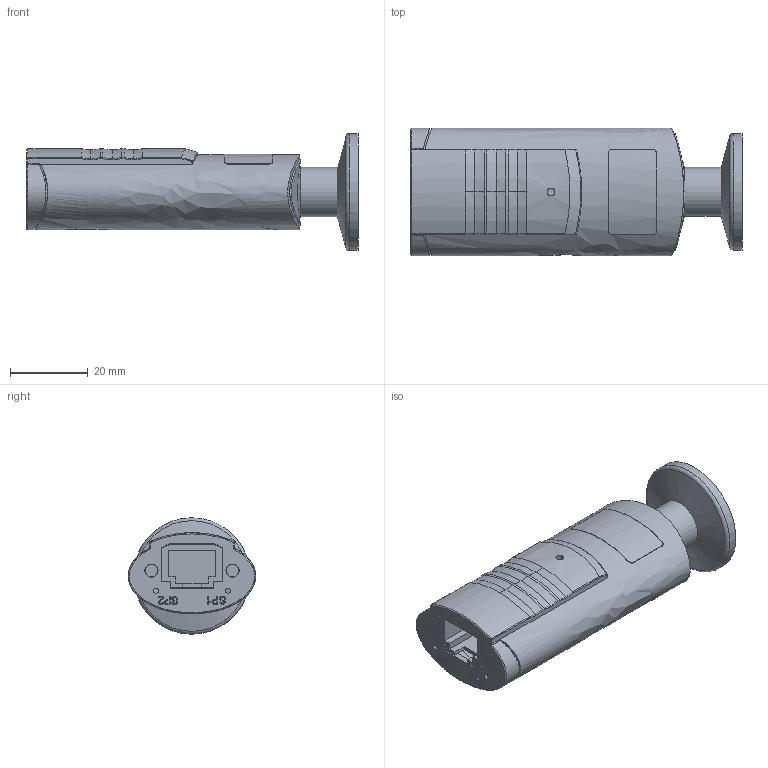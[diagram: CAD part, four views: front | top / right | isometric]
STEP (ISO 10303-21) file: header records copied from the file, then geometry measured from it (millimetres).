
FILE_DESCRIPTION((''),'2;1');
FILE_NAME('M350-140.stp','2007-10-24T08:39:53',('BEM'),(''),'Autodesk Inventor 11','Autodesk Inventor 11','');
FILE_SCHEMA(('AUTOMOTIVE_DESIGN { 1 0 10303 214 1 1 1 1 }'));
Length unit declared in the file: millimetre
Products named in the file (1): 350-140
Bounding box: 85.5 x 32.8 x 30 mm (x, y, z)
Volume: 14393.8 mm3; surface area: 19271.1 mm2
Topology: 1 solids, 1 shells, 504 faces, 1466 edges, 973 vertices
Faces by surface type: plane 231, bspline 154, cylinder 99, cone 13, sphere 4, torus 3
Full cylindrical faces by diameter (mm): 0.9 x8, 1.3 x2, 1.4 x2, 1.5 x1, 1.7 x1, 2 x1, 2.6 x1, 2.8 x2, 2.9 x2, 3.2 x2, 3.4 x2, 5 x1, 6 x2, 9 x1, 10.5 x1, 12.7 x1, 14 x1, 17.2 x1, 30 x1
Entity records: 20785 total; most frequent: CARTESIAN_POINT 8812, ORIENTED_EDGE 2820, DIRECTION 1864, EDGE_CURVE 1410, VERTEX_POINT 959, VECTOR 740, LINE 740, EDGE_LOOP 605
